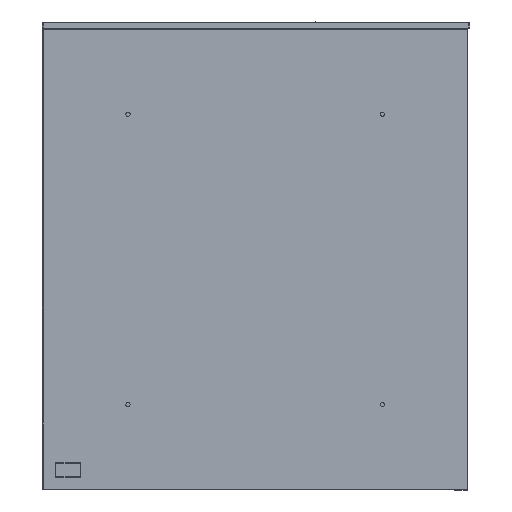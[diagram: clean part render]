
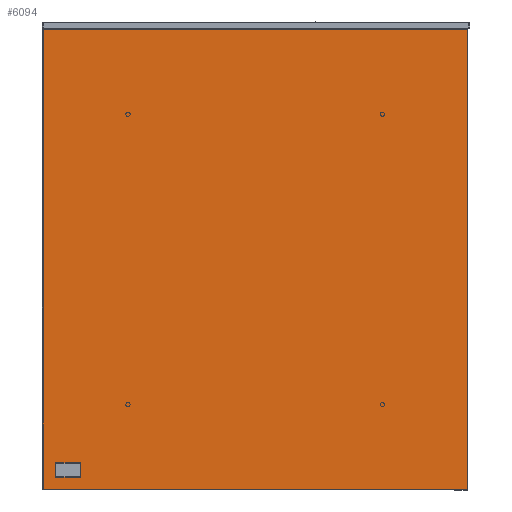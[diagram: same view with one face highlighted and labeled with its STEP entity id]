
A CAD part, left-side view. The second image highlights one B-rep face of the part: STEP entity #6094.
In plain terms, the highlighted planar face has unit normal (-1, 0, 0).
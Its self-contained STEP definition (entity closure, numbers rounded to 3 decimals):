
#5733=CARTESIAN_POINT('',(-3823.565,5493.44,-59.131));
#5734=VERTEX_POINT('',#5733);
#5735=CARTESIAN_POINT('',(-3823.565,5493.44,-596.869));
#5736=VERTEX_POINT('',#5735);
#5737=CARTESIAN_POINT('',(-3823.565,5493.44,-59.131));
#5738=DIRECTION('',(0.0,0.0,-1.0));
#5739=VECTOR('',#5738,537.737);
#5740=LINE('',#5737,#5739);
#5741=EDGE_CURVE('',#5734,#5736,#5740,.T.);
#5773=CARTESIAN_POINT('',(-3823.565,5493.771,-597.2));
#5774=VERTEX_POINT('',#5773);
#5775=CARTESIAN_POINT('',(-3823.565,5493.44,-596.869));
#5776=DIRECTION('',(0.0,0.707,-0.707));
#5777=VECTOR('',#5776,0.469);
#5778=LINE('',#5775,#5777);
#5779=EDGE_CURVE('',#5736,#5774,#5778,.T.);
#5804=CARTESIAN_POINT('',(-3823.565,5989.508,-597.2));
#5805=VERTEX_POINT('',#5804);
#5806=CARTESIAN_POINT('',(-3823.565,5493.771,-597.2));
#5807=DIRECTION('',(0.0,1.0,0.0));
#5808=VECTOR('',#5807,495.737);
#5809=LINE('',#5806,#5808);
#5810=EDGE_CURVE('',#5774,#5805,#5809,.T.);
#5844=CARTESIAN_POINT('',(-3823.565,5989.84,-596.869));
#5845=VERTEX_POINT('',#5844);
#5846=CARTESIAN_POINT('',(-3823.565,5989.508,-597.2));
#5847=DIRECTION('',(0.0,0.707,0.707));
#5848=VECTOR('',#5847,0.469);
#5849=LINE('',#5846,#5848);
#5850=EDGE_CURVE('',#5805,#5845,#5849,.T.);
#5875=CARTESIAN_POINT('',(-3823.565,5989.84,-59.131));
#5876=VERTEX_POINT('',#5875);
#5877=CARTESIAN_POINT('',(-3823.565,5989.84,-596.869));
#5878=DIRECTION('',(0.0,0.0,1.0));
#5879=VECTOR('',#5878,537.737);
#5880=LINE('',#5877,#5879);
#5881=EDGE_CURVE('',#5845,#5876,#5880,.T.);
#5906=CARTESIAN_POINT('',(-3823.565,5989.508,-58.8));
#5907=VERTEX_POINT('',#5906);
#5908=CARTESIAN_POINT('',(-3823.565,5989.84,-59.131));
#5909=DIRECTION('',(0.0,-0.707,0.707));
#5910=VECTOR('',#5909,0.469);
#5911=LINE('',#5908,#5910);
#5912=EDGE_CURVE('',#5876,#5907,#5911,.T.);
#5937=CARTESIAN_POINT('',(-3823.565,5493.771,-58.8));
#5938=VERTEX_POINT('',#5937);
#5939=CARTESIAN_POINT('',(-3823.565,5989.508,-58.8));
#5940=DIRECTION('',(0.0,-1.0,0.0));
#5941=VECTOR('',#5940,495.737);
#5942=LINE('',#5939,#5941);
#5943=EDGE_CURVE('',#5907,#5938,#5942,.T.);
#5966=CARTESIAN_POINT('',(-3823.565,5493.771,-58.8));
#5967=DIRECTION('',(0.0,-0.707,-0.707));
#5968=VECTOR('',#5967,0.469);
#5969=LINE('',#5966,#5968);
#5970=EDGE_CURVE('',#5938,#5734,#5969,.T.);
#6079=CARTESIAN_POINT('',(-3823.565,5741.64,-597.201));
#6080=DIRECTION('',(-1.0,0.0,0.0));
#6081=DIRECTION('',(0.0,0.0,1.0));
#6082=AXIS2_PLACEMENT_3D('',#6079,#6080,#6081);
#6083=PLANE('',#6082);
#6084=ORIENTED_EDGE('',*,*,#5741,.F.);
#6085=ORIENTED_EDGE('',*,*,#5970,.F.);
#6086=ORIENTED_EDGE('',*,*,#5943,.F.);
#6087=ORIENTED_EDGE('',*,*,#5912,.F.);
#6088=ORIENTED_EDGE('',*,*,#5881,.F.);
#6089=ORIENTED_EDGE('',*,*,#5850,.F.);
#6090=ORIENTED_EDGE('',*,*,#5810,.F.);
#6091=ORIENTED_EDGE('',*,*,#5779,.F.);
#6092=EDGE_LOOP('',(#6084,#6085,#6086,#6087,#6088,#6089,#6090,#6091));
#6093=FACE_OUTER_BOUND('',#6092,.T.);
#6094=ADVANCED_FACE('',(#6093),#6083,.T.);
